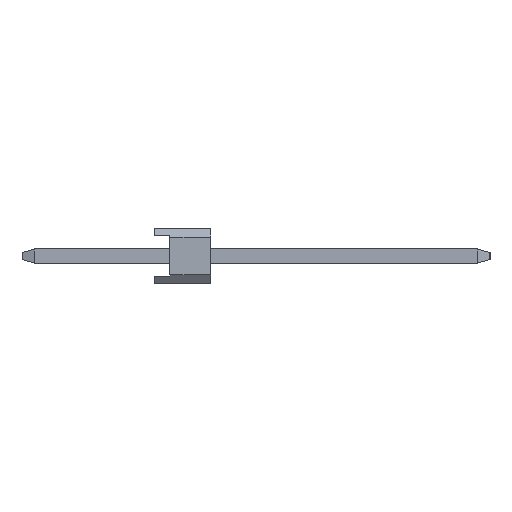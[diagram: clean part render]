
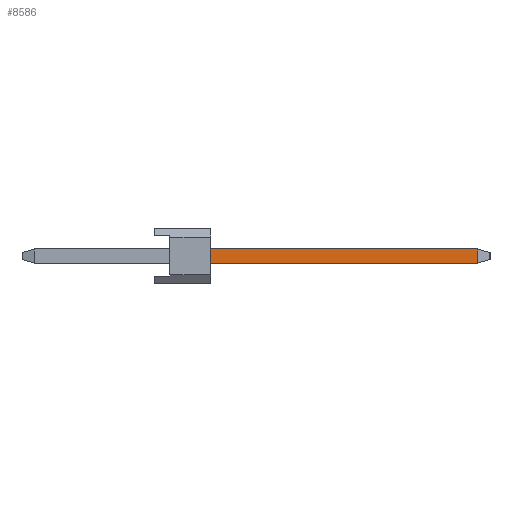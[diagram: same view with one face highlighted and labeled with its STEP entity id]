
A CAD part, left-side view. The second image highlights one B-rep face of the part: STEP entity #8586.
In plain terms, the highlighted planar face has unit normal (-1, 0, 0).
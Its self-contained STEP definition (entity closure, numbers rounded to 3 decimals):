
#5120=VERTEX_POINT('',#12072);
#5496=EDGE_CURVE('',#6250,#9038,#12478,.T.);
#6250=VERTEX_POINT('',#13318);
#8094=EDGE_CURVE('',#9038,#9088,#15334,.T.);
#8586=ADVANCED_FACE('',(#15876),#15877,.T.);
#9038=VERTEX_POINT('',#16391);
#9088=VERTEX_POINT('',#16445);
#9290=EDGE_CURVE('',#9088,#5120,#16664,.T.);
#10034=EDGE_CURVE('',#5120,#6250,#17482,.T.);
#12072=CARTESIAN_POINT('',(-26.99,-14.594,-0.32));
#12478=LINE('',#20960,#20961);
#13318=CARTESIAN_POINT('',(-26.99,-2.54,-0.32));
#15334=LINE('',#25080,#25081);
#15876=FACE_OUTER_BOUND('',#25871,.T.);
#15877=PLANE('',#25872);
#16391=CARTESIAN_POINT('',(-26.99,-2.54,0.32));
#16445=CARTESIAN_POINT('',(-26.99,-14.594,0.32));
#16664=LINE('',#27014,#27015);
#17482=LINE('',#28212,#28213);
#20960=CARTESIAN_POINT('',(-26.99,-2.54,0.252));
#20961=VECTOR('',#30663,1.0);
#25080=CARTESIAN_POINT('',(-26.99,-4.59,0.32));
#25081=VECTOR('',#33429,1.0);
#25871=EDGE_LOOP('',(#33973,#33974,#33975,#33976));
#25872=AXIS2_PLACEMENT_3D('',#33977,#33978,#33979);
#27014=CARTESIAN_POINT('',(-26.99,-14.594,0.5));
#27015=VECTOR('',#34915,1.0);
#28212=CARTESIAN_POINT('',(-26.99,5.414,-0.32));
#28213=VECTOR('',#35719,1.0);
#30663=DIRECTION('',(0.,0.,1.0));
#33429=DIRECTION('',(0.,-1.0,0.));
#33973=ORIENTED_EDGE('',*,*,#5496,.F.);
#33974=ORIENTED_EDGE('',*,*,#10034,.F.);
#33975=ORIENTED_EDGE('',*,*,#9290,.F.);
#33976=ORIENTED_EDGE('',*,*,#8094,.F.);
#33977=CARTESIAN_POINT('',(-26.99,5.414,0.5));
#33978=DIRECTION('',(-1.0,0.,0.));
#33979=DIRECTION('',(0.,1.0,0.));
#34915=DIRECTION('',(0.0,0.,-1.0));
#35719=DIRECTION('',(0.,1.0,0.));
